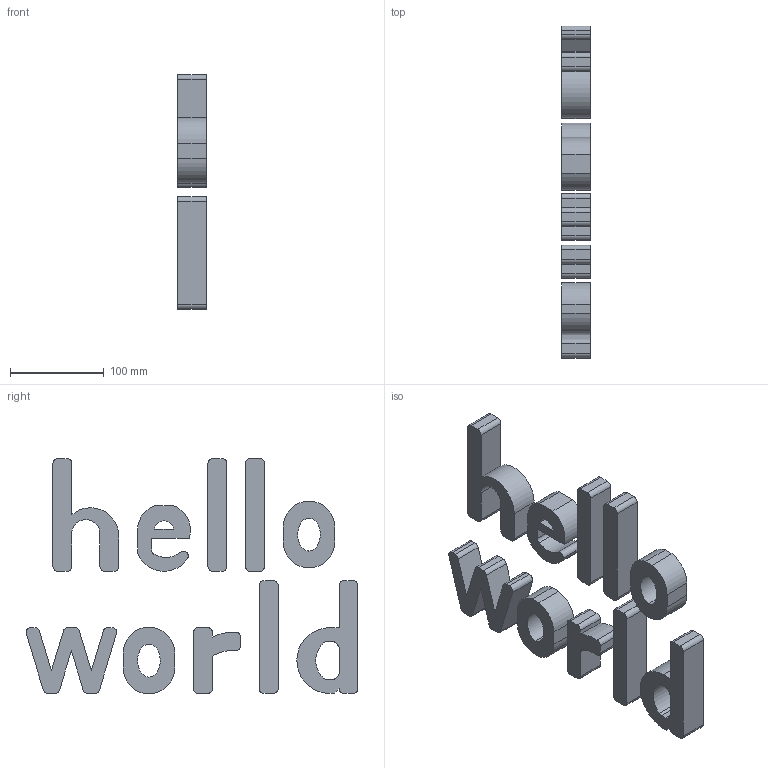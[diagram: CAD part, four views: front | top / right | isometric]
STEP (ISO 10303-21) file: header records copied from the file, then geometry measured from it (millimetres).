
FILE_DESCRIPTION(('CATIA V5 STEP Exchange'),'2;1');
FILE_NAME('helloworldcatia2.stp','2011-06-27T12:52:10+00:00',('none'),('none'),'CATIA Version 5 Release 20 SP 4 (IN-10)','CATIA V5 STEP AP203 Edition 2','none');
FILE_SCHEMA(('AP203_CONFIGURATION_CONTROLLED_3D_DESIGN_OF_MECHANICAL_PARTS_AND_ASSEMBLIES_MIM_LF { 1 0 10303 403 2 1 2}'));
Length unit declared in the file: millimetre
Products named in the file (1): Part1
Bounding box: 30 x 353.25 x 250 mm (x, y, z)
Volume: 854281.9 mm3; surface area: 158177.8 mm2
Topology: 10 solids, 10 shells, 155 faces, 405 edges, 270 vertices
Faces by surface type: plane 81, cylinder 70, extrusion 4
Entity records: 4830 total; most frequent: CARTESIAN_POINT 914, ORIENTED_EDGE 810, DIRECTION 631, EDGE_CURVE 405, VERTEX_POINT 270, VECTOR 261, LINE 257, AXIS2_PLACEMENT_3D 256
